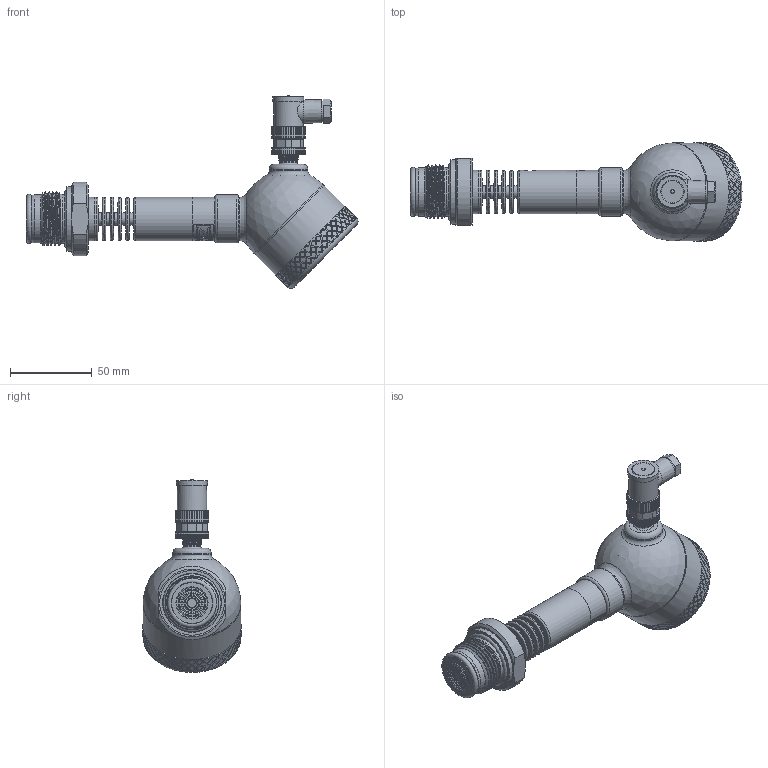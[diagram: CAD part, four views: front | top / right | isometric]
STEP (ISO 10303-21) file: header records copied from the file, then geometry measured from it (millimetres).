
FILE_DESCRIPTION(/* description */ (''),/* implementation_level */ '2;1');
FILE_NAME(/* name */ 'APZ3420sFH_G1-solidflush_radiator_5.step',/* time_stamp */ '2021-07-08T16:45:15+03:00',/* author */ (''),/* organization */ (''),/* preprocessor_version */ 'ST-DEVELOPER v18.1',/* originating_system */ 'Autodesk Translation Framework v10.9.0.1377',/* authorisation */ '');
FILE_SCHEMA (('AUTOMOTIVE_DESIGN { 1 0 10303 214 3 1 1 }'));
Length unit declared in the file: millimetre
Products named in the file (9): АПЗ 3420s заполненный 
+ полевой корпус; shell radiator; solidflush G1; Заполненный полевой 
корпус v13; Cover for display; Display; Main body; M12x1 adapter; M12x1 female angular v10
Assembly tree (8 placements, depth 3):
  АПЗ 3420s заполненный 
+ полевой корпус
    shell radiator
    solidflush G1
    Заполненный полевой 
корпус v13
      Cover for display
      Display
      Main body
      M12x1 adapter
      M12x1 female angular v10
Bounding box: 203.38 x 60.1 x 118.16 mm (x, y, z)
Volume: 277642.7 mm3; surface area: 66138.7 mm2
Topology: 18 solids, 18 shells, 1874 faces, 4724 edges, 3109 vertices
Faces by surface type: bspline 966, cylinder 526, plane 296, torus 55, cone 29, sphere 2
Full cylindrical faces by diameter (mm): 1 x4, 2 x2, 5 x4, 7 x1, 7.183 x1, 7.5 x5, 8 x1, 9.3 x1, 9.471 x2, 10.5 x2, 10.741 x7, 11.035 x4, 11.156 x1, 11.884 x6, 12.152 x4, 13 x1, 18 x1, 19 x1, 19.7 x1, 21.6 x1, 21.767 x1, 22.4 x1, 22.5 x1, 23.6 x1, 24.5 x4, 25.437 x1, 26.5 x4, 29.5 x2, 29.6 x1, 30.291 x4
Entity records: 77659 total; most frequent: CARTESIAN_POINT 39594, ORIENTED_EDGE 9446, DIRECTION 4820, EDGE_CURVE 4723, VERTEX_POINT 3109, B_SPLINE_CURVE_WITH_KNOTS 2690, EDGE_LOOP 2136, AXIS2_PLACEMENT_3D 1886
